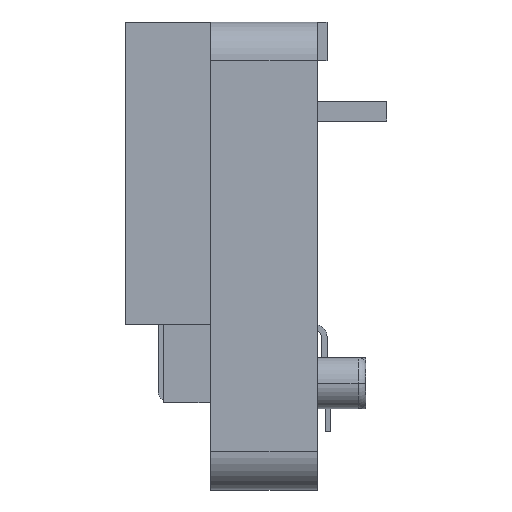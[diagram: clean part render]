
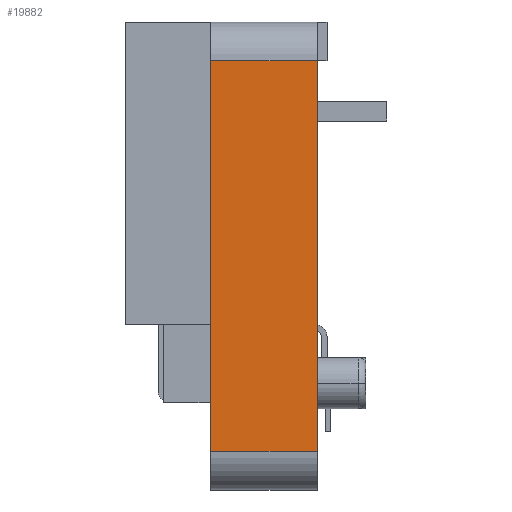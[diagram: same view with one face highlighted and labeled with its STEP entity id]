
A CAD part, left-side view. The second image highlights one B-rep face of the part: STEP entity #19882.
In plain terms, the highlighted planar face has unit normal (-1, 0, 0).
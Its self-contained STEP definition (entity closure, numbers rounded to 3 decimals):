
#1356 = CARTESIAN_POINT ( 'NONE',  ( -11.1, 6.8, 2.75 ) ) ;
#1775 = VERTEX_POINT ( 'NONE', #11778 ) ;
#2733 = CARTESIAN_POINT ( 'NONE',  ( -11.1, -3.25, 2.75 ) ) ;
#4565 = CARTESIAN_POINT ( 'NONE',  ( -11.1, 6.8, 2.75 ) ) ;
#5116 = AXIS2_PLACEMENT_3D ( 'NONE', #24228, #13034, #10524 ) ;
#6351 = VECTOR ( 'NONE', #8555, 1000. ) ;
#6527 = EDGE_CURVE ( 'NONE', #1775, #9198, #21210, .T. ) ;
#6534 = VECTOR ( 'NONE', #18573, 1000. ) ;
#7775 = ORIENTED_EDGE ( 'NONE', *, *, #9197, .T. ) ;
#8555 = DIRECTION ( 'NONE',  ( 0., -1., 0. ) ) ;
#9028 = CARTESIAN_POINT ( 'NONE',  ( -11.1, 6.8, 0. ) ) ;
#9197 = EDGE_CURVE ( 'NONE', #24968, #9198, #22777, .T. ) ;
#9198 = VERTEX_POINT ( 'NONE', #22195 ) ;
#10524 = DIRECTION ( 'NONE',  ( 0., 0., -1. ) ) ;
#11281 = VECTOR ( 'NONE', #29711, 1000. ) ;
#11778 = CARTESIAN_POINT ( 'NONE',  ( -11.1, -3.25, 2.75 ) ) ;
#13034 = DIRECTION ( 'NONE',  ( 1., 0., 0. ) ) ;
#13138 = CARTESIAN_POINT ( 'NONE',  ( -11.1, 6.8, 2.75 ) ) ;
#14964 = DIRECTION ( 'NONE',  ( 0., -1., 0. ) ) ;
#17123 = FACE_OUTER_BOUND ( 'NONE', #21520, .T. ) ;
#18573 = DIRECTION ( 'NONE',  ( 0., 0., -1. ) ) ;
#19638 = PLANE ( 'NONE',  #5116 ) ;
#19882 = ADVANCED_FACE ( 'NONE', ( #17123 ), #19638, .F. ) ;
#20267 = EDGE_CURVE ( 'NONE', #28837, #1775, #23172, .T. ) ;
#20393 = ORIENTED_EDGE ( 'NONE', *, *, #20267, .F. ) ;
#21210 = LINE ( 'NONE', #2733, #6534 ) ;
#21520 = EDGE_LOOP ( 'NONE', ( #7775, #29587, #20393, #25077 ) ) ;
#22119 = EDGE_CURVE ( 'NONE', #28837, #24968, #28844, .T. ) ;
#22195 = CARTESIAN_POINT ( 'NONE',  ( -11.1, -3.25, 0. ) ) ;
#22777 = LINE ( 'NONE', #26507, #29626 ) ;
#23172 = LINE ( 'NONE', #1356, #6351 ) ;
#24228 = CARTESIAN_POINT ( 'NONE',  ( -11.1, 6.8, 2.75 ) ) ;
#24968 = VERTEX_POINT ( 'NONE', #9028 ) ;
#25077 = ORIENTED_EDGE ( 'NONE', *, *, #22119, .T. ) ;
#26507 = CARTESIAN_POINT ( 'NONE',  ( -11.1, 6.8, 0. ) ) ;
#28837 = VERTEX_POINT ( 'NONE', #13138 ) ;
#28844 = LINE ( 'NONE', #4565, #11281 ) ;
#29587 = ORIENTED_EDGE ( 'NONE', *, *, #6527, .F. ) ;
#29626 = VECTOR ( 'NONE', #14964, 1000. ) ;
#29711 = DIRECTION ( 'NONE',  ( 0., 0., -1. ) ) ;
